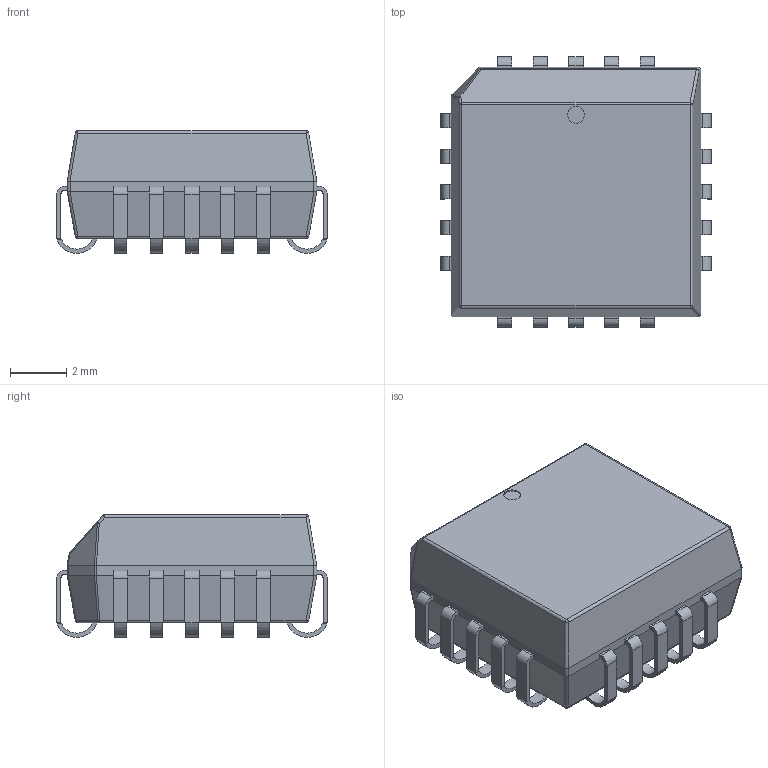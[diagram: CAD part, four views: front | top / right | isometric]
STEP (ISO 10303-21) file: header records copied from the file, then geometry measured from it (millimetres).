
FILE_DESCRIPTION (( 'STEP AP214' ), '1' );
FILE_NAME ('User Library-PLCC20.STEP', '2021-07-19T15:05:37', ( '' ), ( '' ), 'SwSTEP 2.0', 'SolidWorks 2021', '' );
FILE_SCHEMA (( 'AUTOMOTIVE_DESIGN' ));
Length unit declared in the file: millimetre
Products named in the file (1): User Library-PLCC20
Bounding box: 9.65 x 9.65 x 4.37 mm (x, y, z)
Volume: 285.4 mm3; surface area: 350.2 mm2
Topology: 1 solids, 1 shells, 341 faces, 930 edges, 592 vertices
Faces by surface type: plane 219, cylinder 110, bspline 12
Entity records: 11581 total; most frequent: CARTESIAN_POINT 2264, ORIENTED_EDGE 1860, DIRECTION 1719, EDGE_CURVE 930, LINE 667, VECTOR 667, VERTEX_POINT 592, AXIS2_PLACEMENT_3D 526
